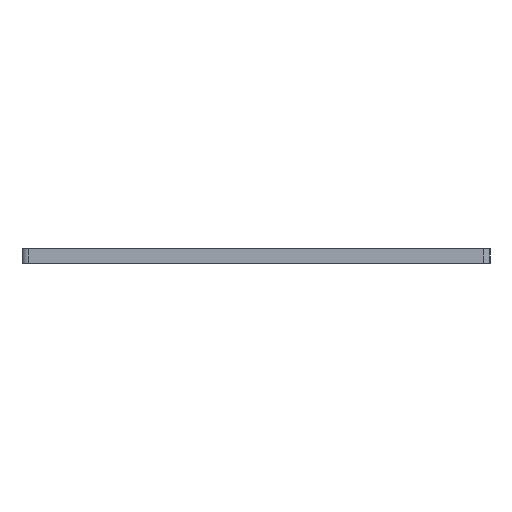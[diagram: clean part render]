
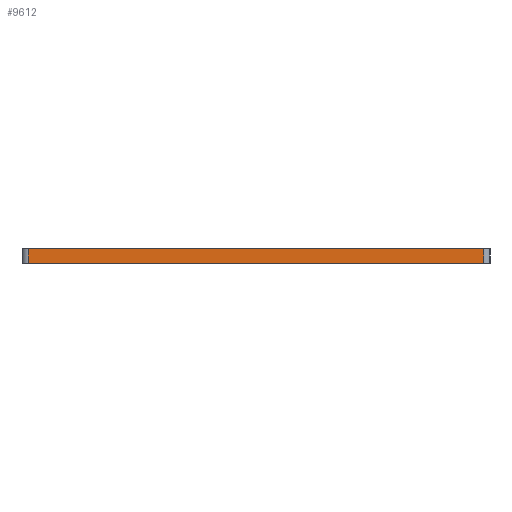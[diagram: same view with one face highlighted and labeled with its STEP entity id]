
A CAD part, left-side view. The second image highlights one B-rep face of the part: STEP entity #9612.
In plain terms, the highlighted planar face has unit normal (-1, 0, 0).
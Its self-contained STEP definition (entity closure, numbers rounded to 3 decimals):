
#1035=CARTESIAN_POINT('',(-109.537,-46.375,11.));
#1036=VERTEX_POINT('',#1035);
#1044=CARTESIAN_POINT('',(-109.537,46.375,11.));
#1045=VERTEX_POINT('',#1044);
#1046=CARTESIAN_POINT('',(-109.537,-46.375,11.));
#1047=DIRECTION('',(0.,1.,0.));
#1048=VECTOR('',#1047,92.75);
#1049=LINE('',#1046,#1048);
#1050=EDGE_CURVE('',#1036,#1045,#1049,.T.);
#9582=CARTESIAN_POINT('',(-109.537,0.,14.));
#9583=DIRECTION('',(-1.,0.,-0.));
#9584=DIRECTION('',(-0.,-0.,1.));
#9585=AXIS2_PLACEMENT_3D('',#9582,#9583,#9584);
#9586=PLANE('',#9585);
#9587=CARTESIAN_POINT('',(-109.537,-46.375,14.));
#9588=VERTEX_POINT('',#9587);
#9589=CARTESIAN_POINT('',(-109.537,46.375,14.));
#9590=VERTEX_POINT('',#9589);
#9591=CARTESIAN_POINT('',(-109.537,-46.375,14.));
#9592=DIRECTION('',(0.,1.,0.));
#9593=VECTOR('',#9592,92.75);
#9594=LINE('',#9591,#9593);
#9595=EDGE_CURVE('',#9588,#9590,#9594,.T.);
#9596=ORIENTED_EDGE('',*,*,#9595,.T.);
#9597=CARTESIAN_POINT('',(-109.537,46.375,14.));
#9598=DIRECTION('',(0.,0.,-1.));
#9599=VECTOR('',#9598,3.);
#9600=LINE('',#9597,#9599);
#9601=EDGE_CURVE('',#9590,#1045,#9600,.T.);
#9602=ORIENTED_EDGE('',*,*,#9601,.T.);
#9603=ORIENTED_EDGE('',*,*,#1050,.F.);
#9604=CARTESIAN_POINT('',(-109.537,-46.375,11.));
#9605=DIRECTION('',(-0.,-0.,1.));
#9606=VECTOR('',#9605,3.);
#9607=LINE('',#9604,#9606);
#9608=EDGE_CURVE('',#1036,#9588,#9607,.T.);
#9609=ORIENTED_EDGE('',*,*,#9608,.T.);
#9610=EDGE_LOOP('',(#9596,#9602,#9603,#9609));
#9611=FACE_BOUND('',#9610,.T.);
#9612=ADVANCED_FACE('',(#9611),#9586,.T.);
